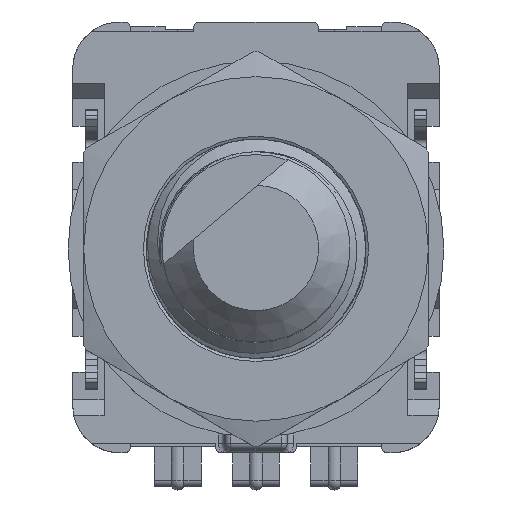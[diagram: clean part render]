
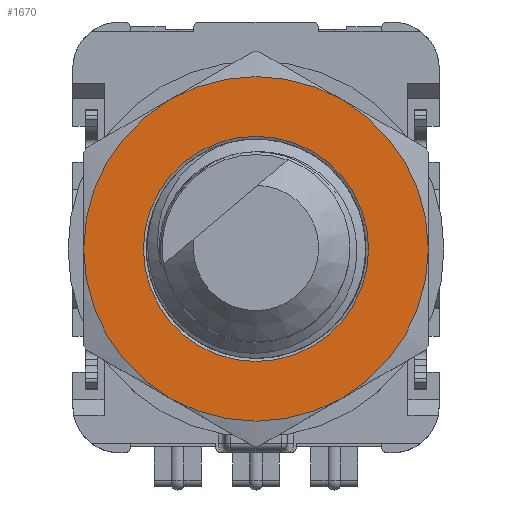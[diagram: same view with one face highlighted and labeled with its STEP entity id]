
A CAD part, top view. The second image highlights one B-rep face of the part: STEP entity #1670.
In plain terms, the highlighted planar face has unit normal (0, 0, 1).
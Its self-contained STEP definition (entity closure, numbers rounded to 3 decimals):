
#1670=ADVANCED_FACE('',(#12975,#12977),#12979,.T.);
#12975=FACE_BOUND('',#12976,.T.);
#12976=EDGE_LOOP('',(#17651,#17652,#17653,#17654,#17655,#17656));
#12977=FACE_BOUND('',#12978,.T.);
#12978=EDGE_LOOP('',(#17657));
#12979=PLANE('',#12980);
#12980=AXIS2_PLACEMENT_3D('',#12981,#12982,#12983);
#12981=CARTESIAN_POINT('',(0.,0.,3.3));
#12982=DIRECTION('',(0.,0.,1.));
#12983=DIRECTION('',(0.,-1.,0.));
#17651=ORIENTED_EDGE('',*,*,#20060,.F.);
#17652=ORIENTED_EDGE('',*,*,#20061,.F.);
#17653=ORIENTED_EDGE('',*,*,#20062,.F.);
#17654=ORIENTED_EDGE('',*,*,#20063,.F.);
#17655=ORIENTED_EDGE('',*,*,#20064,.F.);
#17656=ORIENTED_EDGE('',*,*,#20065,.F.);
#17657=ORIENTED_EDGE('',*,*,#20047,.T.);
#20047=EDGE_CURVE('',#21726,#21726,#21727,.T.);
#20060=EDGE_CURVE('',#21748,#21749,#21750,.T.);
#20061=EDGE_CURVE('',#21751,#21748,#21752,.T.);
#20062=EDGE_CURVE('',#21753,#21751,#21754,.T.);
#20063=EDGE_CURVE('',#21755,#21753,#21756,.T.);
#20064=EDGE_CURVE('',#21757,#21755,#21758,.T.);
#20065=EDGE_CURVE('',#21749,#21757,#21759,.T.);
#21726=VERTEX_POINT('',#27184);
#21727=CIRCLE('',#27185,3.594);
#21748=VERTEX_POINT('',#27691);
#21749=VERTEX_POINT('',#27692);
#21750=CIRCLE('',#27693,5.5);
#21751=VERTEX_POINT('',#27697);
#21752=CIRCLE('',#27698,5.5);
#21753=VERTEX_POINT('',#27702);
#21754=CIRCLE('',#27703,5.5);
#21755=VERTEX_POINT('',#27707);
#21756=CIRCLE('',#27708,5.5);
#21757=VERTEX_POINT('',#27712);
#21758=CIRCLE('',#27713,5.5);
#21759=CIRCLE('',#27717,5.5);
#27184=CARTESIAN_POINT('',(0.,-3.594,3.3));
#27185=AXIS2_PLACEMENT_3D('',#27186,#27187,#27188);
#27186=CARTESIAN_POINT('',(0.,0.,3.3));
#27187=DIRECTION('',(0.,0.,-1.));
#27188=DIRECTION('',(0.,-1.,0.));
#27691=CARTESIAN_POINT('',(5.5,0.,3.3));
#27692=CARTESIAN_POINT('',(2.75,-4.763,3.3));
#27693=AXIS2_PLACEMENT_3D('',#27694,#27695,#27696);
#27694=CARTESIAN_POINT('',(0.,0.,3.3));
#27695=DIRECTION('',(0.,0.,-1.));
#27696=DIRECTION('',(1.,0.,0.));
#27697=CARTESIAN_POINT('',(2.75,4.763,3.3));
#27698=AXIS2_PLACEMENT_3D('',#27699,#27700,#27701);
#27699=CARTESIAN_POINT('',(0.,0.,3.3));
#27700=DIRECTION('',(0.,0.,-1.));
#27701=DIRECTION('',(0.5,0.866,0.));
#27702=CARTESIAN_POINT('',(-2.75,4.763,3.3));
#27703=AXIS2_PLACEMENT_3D('',#27704,#27705,#27706);
#27704=CARTESIAN_POINT('',(0.,0.,3.3));
#27705=DIRECTION('',(0.,0.,-1.));
#27706=DIRECTION('',(-0.5,0.866,0.));
#27707=CARTESIAN_POINT('',(-5.5,0.,3.3));
#27708=AXIS2_PLACEMENT_3D('',#27709,#27710,#27711);
#27709=CARTESIAN_POINT('',(0.,0.,3.3));
#27710=DIRECTION('',(0.,0.,-1.));
#27711=DIRECTION('',(-1.,0.,0.));
#27712=CARTESIAN_POINT('',(-2.75,-4.763,3.3));
#27713=AXIS2_PLACEMENT_3D('',#27714,#27715,#27716);
#27714=CARTESIAN_POINT('',(0.,0.,3.3));
#27715=DIRECTION('',(0.,0.,-1.));
#27716=DIRECTION('',(-0.5,-0.866,0.));
#27717=AXIS2_PLACEMENT_3D('',#27718,#27719,#27720);
#27718=CARTESIAN_POINT('',(0.,0.,3.3));
#27719=DIRECTION('',(0.,0.,-1.));
#27720=DIRECTION('',(0.5,-0.866,0.));
